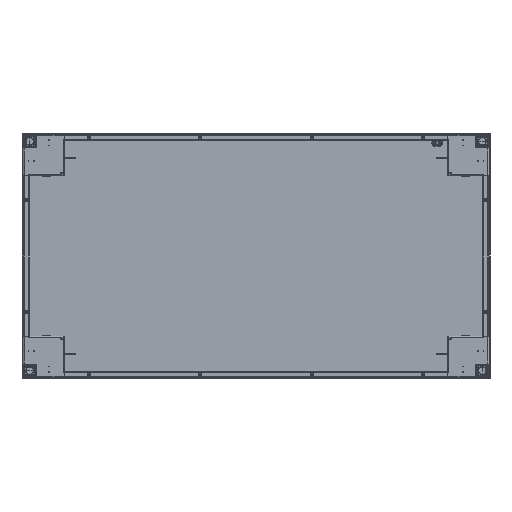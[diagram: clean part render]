
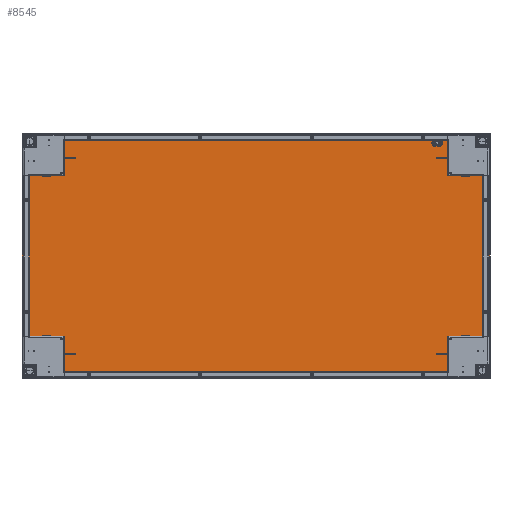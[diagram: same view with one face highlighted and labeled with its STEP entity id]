
A CAD part, front view. The second image highlights one B-rep face of the part: STEP entity #8545.
In plain terms, the highlighted planar face has unit normal (0, -1, 0).
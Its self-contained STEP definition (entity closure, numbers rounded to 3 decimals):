
#1571 = EDGE_CURVE ( 'NONE', #24667, #11064, #27904, .T. ) ;
#1667 = VECTOR ( 'NONE', #10498, 1000. ) ;
#2701 = CARTESIAN_POINT ( 'NONE',  ( -1049., 707.9, -549. ) ) ;
#4189 = VERTEX_POINT ( 'NONE', #9135 ) ;
#5436 = ORIENTED_EDGE ( 'NONE', *, *, #28193, .T. ) ;
#6245 = EDGE_CURVE ( 'NONE', #27453, #24667, #26958, .T. ) ;
#8545 = ADVANCED_FACE ( 'NONE', ( #28752 ), #15887, .F. ) ;
#8894 = DIRECTION ( 'NONE',  ( 0., 0., 1. ) ) ;
#9135 = CARTESIAN_POINT ( 'NONE',  ( 1049., 707.9, 549. ) ) ;
#9438 = EDGE_CURVE ( 'NONE', #4189, #27453, #34265, .T. ) ;
#10171 = DIRECTION ( 'NONE',  ( 0., 0., 1. ) ) ;
#10498 = DIRECTION ( 'NONE',  ( -1., 0., 0. ) ) ;
#10602 = CARTESIAN_POINT ( 'NONE',  ( -1049., 707.9, 0. ) ) ;
#11064 = VERTEX_POINT ( 'NONE', #13955 ) ;
#13255 = LINE ( 'NONE', #30236, #23770 ) ;
#13955 = CARTESIAN_POINT ( 'NONE',  ( 1049., 707.9, -549. ) ) ;
#15558 = EDGE_LOOP ( 'NONE', ( #24230, #19632, #22107, #5436 ) ) ;
#15661 = DIRECTION ( 'NONE',  ( 0., 1., 0. ) ) ;
#15887 = PLANE ( 'NONE',  #40055 ) ;
#17257 = CARTESIAN_POINT ( 'NONE',  ( 0., 707.9, 549. ) ) ;
#17737 = CARTESIAN_POINT ( 'NONE',  ( -1049., 707.9, 549. ) ) ;
#19632 = ORIENTED_EDGE ( 'NONE', *, *, #6245, .T. ) ;
#22107 = ORIENTED_EDGE ( 'NONE', *, *, #1571, .T. ) ;
#23770 = VECTOR ( 'NONE', #10171, 1000. ) ;
#24230 = ORIENTED_EDGE ( 'NONE', *, *, #9438, .T. ) ;
#24667 = VERTEX_POINT ( 'NONE', #2701 ) ;
#24829 = CARTESIAN_POINT ( 'NONE',  ( 0., 707.9, -549. ) ) ;
#26745 = DIRECTION ( 'NONE',  ( 0., 0., -1. ) ) ;
#26958 = LINE ( 'NONE', #10602, #35196 ) ;
#27453 = VERTEX_POINT ( 'NONE', #17737 ) ;
#27904 = LINE ( 'NONE', #24829, #42916 ) ;
#28193 = EDGE_CURVE ( 'NONE', #11064, #4189, #13255, .T. ) ;
#28752 = FACE_OUTER_BOUND ( 'NONE', #15558, .T. ) ;
#30236 = CARTESIAN_POINT ( 'NONE',  ( 1049., 707.9, 0. ) ) ;
#32022 = CARTESIAN_POINT ( 'NONE',  ( 0., 707.9, 0. ) ) ;
#32029 = DIRECTION ( 'NONE',  ( 1., 0., 0. ) ) ;
#34265 = LINE ( 'NONE', #17257, #1667 ) ;
#35196 = VECTOR ( 'NONE', #26745, 1000. ) ;
#40055 = AXIS2_PLACEMENT_3D ( 'NONE', #32022, #15661, #8894 ) ;
#42916 = VECTOR ( 'NONE', #32029, 1000. ) ;
